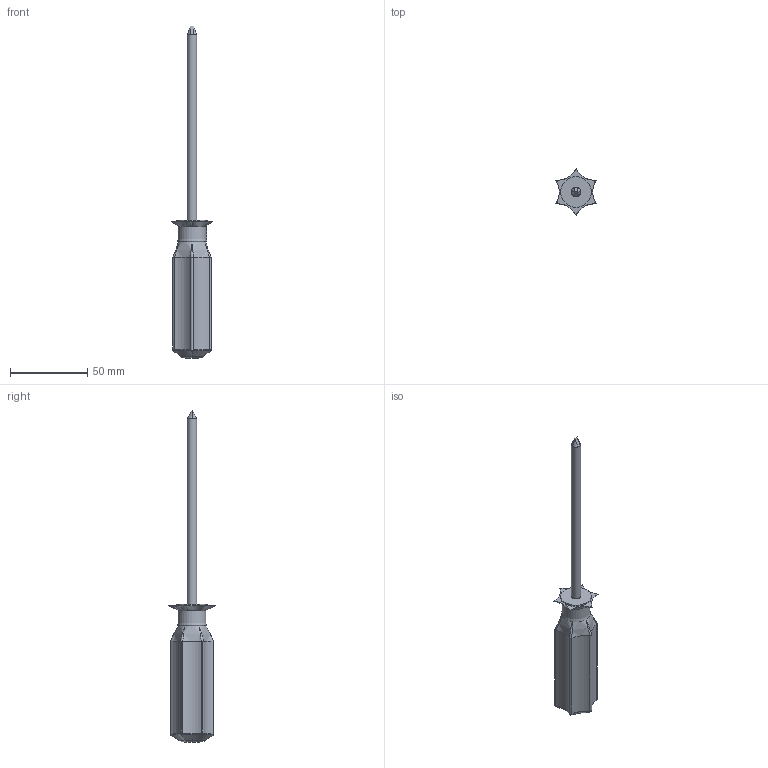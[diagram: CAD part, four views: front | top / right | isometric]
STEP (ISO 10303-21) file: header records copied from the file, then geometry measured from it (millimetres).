
FILE_DESCRIPTION(('HOOPS Exchange Step'),'2;1');
FILE_NAME('temp_export','2024-07-28T11:14:52+08:00',('sharma21'),('Shapr3D Limited'),'HOOPS Exchange 2024.2','Shapr3D','Authorized');
FILE_SCHEMA( ('AUTOMOTIVE_DESIGN { 1 0 10303 214 1 1 1 1 }') );
Length unit declared in the file: millimetre
Products named in the file (1): root
Bounding box: 25.98 x 30 x 214.6 mm (x, y, z)
Volume: 39192.8 mm3; surface area: 12348.8 mm2
Topology: 6 solids, 6 shells, 91 faces, 209 edges, 126 vertices
Faces by surface type: bspline 37, cylinder 17, plane 16, torus 14, cone 7
Full cylindrical faces by diameter (mm): 6 x1, 20 x1
Entity records: 7845 total; most frequent: CARTESIAN_POINT 5976, ORIENTED_EDGE 404, DIRECTION 318, EDGE_CURVE 202, AXIS2_PLACEMENT_3D 141, VERTEX_POINT 126, EDGE_LOOP 94, FACE_BOUND 94
